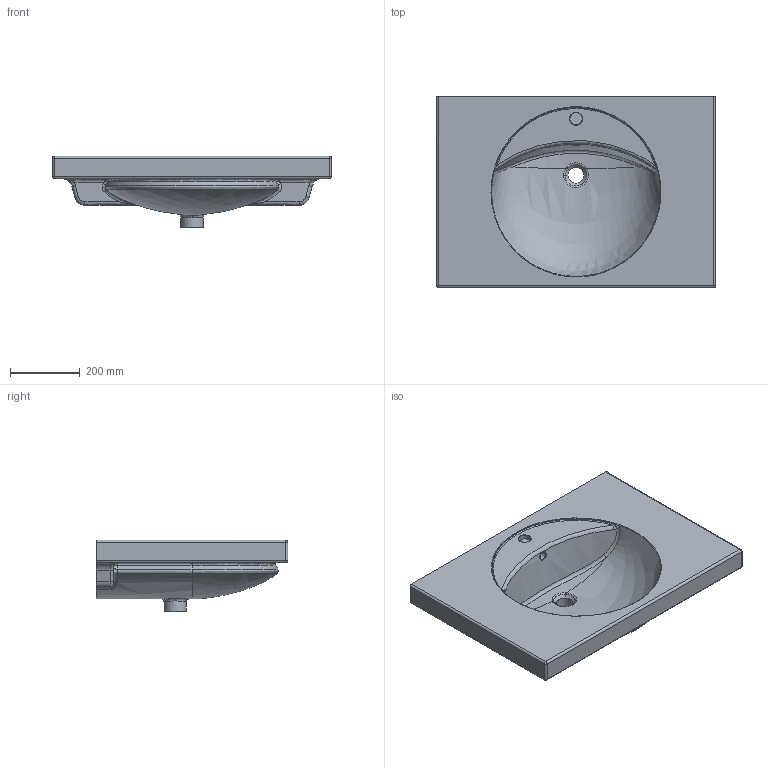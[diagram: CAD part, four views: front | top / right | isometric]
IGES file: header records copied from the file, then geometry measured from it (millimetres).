
Global section: file name: 124280000; native system: Autodesk Inventor 2018; preprocessor: unknown; author: JANAN; organization: Unknown; date: 20200406.154253; units: millimetre
Bounding box: 800 x 550 x 206 mm (x, y, z)
Volume: 32693426.9 mm3; surface area: 1292209.6 mm2
Topology: 1 solids, 1 shells, 116 faces, 278 edges, 157 vertices
Faces by surface type: bspline 116
